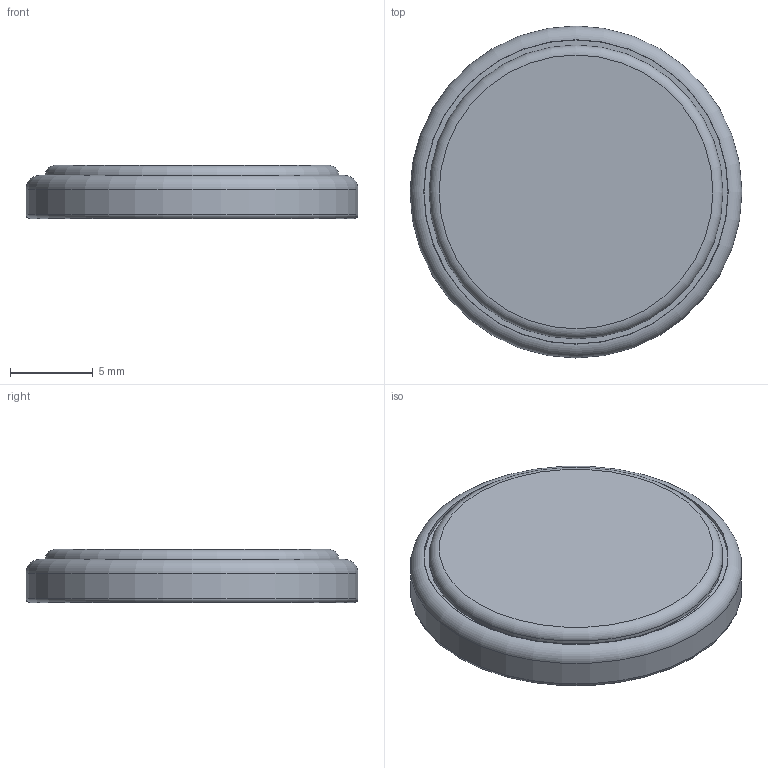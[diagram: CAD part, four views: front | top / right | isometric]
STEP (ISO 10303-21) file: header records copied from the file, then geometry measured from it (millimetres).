
FILE_DESCRIPTION(('FreeCAD Model'),'2;1');
FILE_NAME('Coin Cell Battery - 20mm (CR2032) - PRT-00338.step','2014-08-30T15:58:41',( 'FreeCAD'),('FreeCAD'),'Open CASCADE STEP processor 6.7','FreeCAD', 'Unknown');
FILE_SCHEMA(('AUTOMOTIVE_DESIGN_CC2 { 1 2 10303 214 -1 1 5 4 }'));
Length unit declared in the file: millimetre
Products named in the file (1): battery_final
Bounding box: 20 x 20 x 3.2 mm (x, y, z)
Volume: 943.2 mm3; surface area: 861.4 mm2
Topology: 1 solids, 2 shells, 14 faces, 21 edges, 13 vertices
Faces by surface type: plane 6, cylinder 5, torus 3
Full cylindrical faces by diameter (mm): 17.7 x2, 18.32 x2, 20 x1
Entity records: 607 total; most frequent: DIRECTION 103, CARTESIAN_POINT 97, ORIENTED_EDGE 42, PCURVE 42, DEFINITIONAL_REPRESENTATION 42, AXIS2_PLACEMENT_3D 31, LINE 31, VECTOR 31
